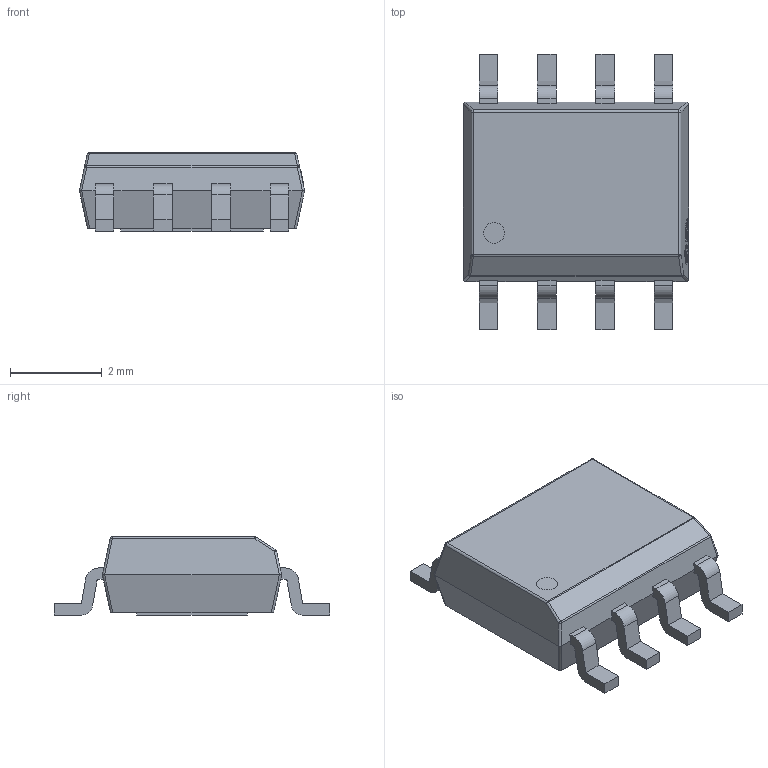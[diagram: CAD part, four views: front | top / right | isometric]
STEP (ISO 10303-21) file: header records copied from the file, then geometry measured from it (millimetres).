
FILE_DESCRIPTION (( 'STEP AP214' ), '1' );
FILE_NAME ('SOIC-8_L4.9-W3.9-P1.27-LS6.0-BL-EP-1.STEP', '2024-06-20T07:52:07', ( 'PC' ), ( 'Microsoft' ), 'SwSTEP 2.0', 'SolidWorks 2020', '' );
FILE_SCHEMA (( 'AUTOMOTIVE_DESIGN' ));
Length unit declared in the file: millimetre
Products named in the file (1): SOIC-8_L4.9-W3.9-P1.27-LS6.0-BL-EP-1
Bounding box: 4.9 x 6 x 1.7 mm (x, y, z)
Volume: 30.5 mm3; surface area: 77.6 mm2
Topology: 1 solids, 1 shells, 360 faces, 985 edges, 648 vertices
Faces by surface type: plane 215, bspline 98, cylinder 41, sphere 6
Entity records: 15797 total; most frequent: CARTESIAN_POINT 3324, ORIENTED_EDGE 1970, DIRECTION 1373, EDGE_CURVE 985, LINE 707, VECTOR 707, VERTEX_POINT 648, EDGE_LOOP 381
